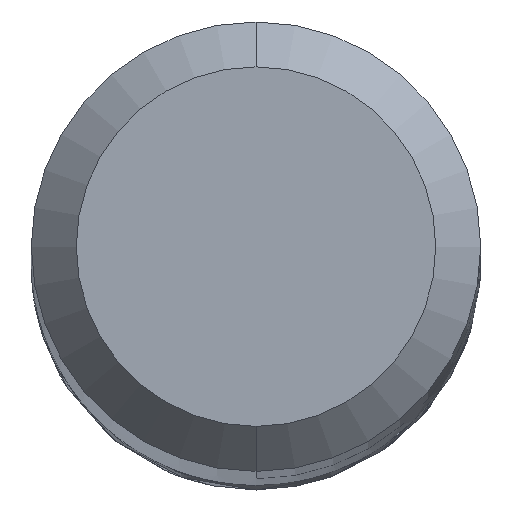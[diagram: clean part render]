
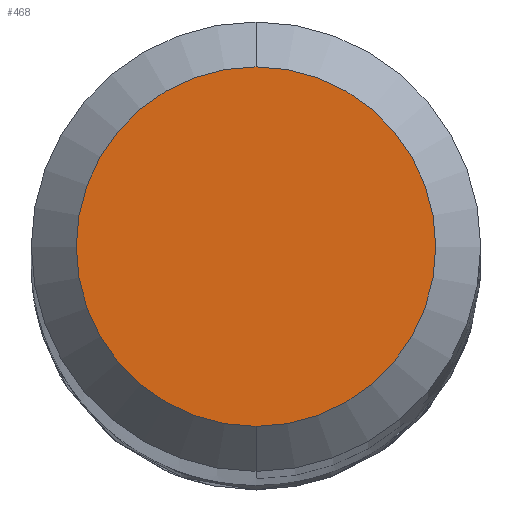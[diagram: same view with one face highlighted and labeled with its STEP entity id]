
A CAD part, top view. The second image highlights one B-rep face of the part: STEP entity #468.
In plain terms, the highlighted planar face has unit normal (0, 0, 1).
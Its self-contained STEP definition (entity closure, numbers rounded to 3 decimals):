
#202=VERTEX_POINT('',#520);
#302=VERTEX_POINT('',#633);
#366=EDGE_CURVE('',#302,#202,#704,.T.);
#452=EDGE_CURVE('',#202,#302,#797,.T.);
#468=ADVANCED_FACE('',(#814),#815,.T.);
#520=CARTESIAN_POINT('',(0.0,1.2,0.0));
#633=CARTESIAN_POINT('',(0.,-1.2,0.0));
#704=CIRCLE('',#2549,1.2);
#797=CIRCLE('',#3516,1.2);
#814=FACE_OUTER_BOUND('',#3604,.T.);
#815=PLANE('',#3605);
#2549=AXIS2_PLACEMENT_3D('',#3894,#3895,#3896);
#3516=AXIS2_PLACEMENT_3D('',#3975,#3976,#3977);
#3604=EDGE_LOOP('',(#3993,#3994));
#3605=AXIS2_PLACEMENT_3D('',#3995,#3996,#3997);
#3894=CARTESIAN_POINT('',(0.0,0.0,0.0));
#3895=DIRECTION('',(0.0,0.0,-1.0));
#3896=DIRECTION('',(0.0,1.0,0.0));
#3975=CARTESIAN_POINT('',(0.0,0.0,0.0));
#3976=DIRECTION('',(0.0,0.0,-1.0));
#3977=DIRECTION('',(0.0,1.0,0.0));
#3993=ORIENTED_EDGE('',*,*,#452,.F.);
#3994=ORIENTED_EDGE('',*,*,#366,.F.);
#3995=CARTESIAN_POINT('',(0.0,0.6,0.0));
#3996=DIRECTION('',(-0.0,0.0,1.0));
#3997=DIRECTION('',(0.0,-1.0,0.0));
